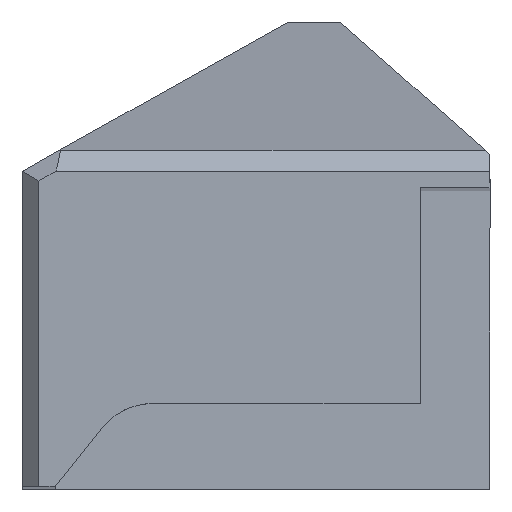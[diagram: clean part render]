
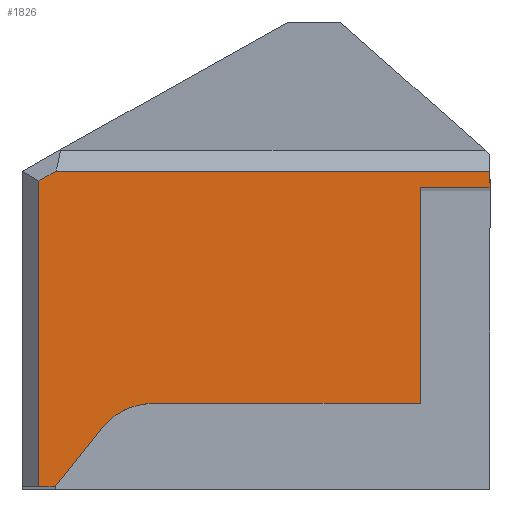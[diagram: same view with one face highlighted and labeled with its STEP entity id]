
A CAD part, top view. The second image highlights one B-rep face of the part: STEP entity #1826.
In plain terms, the highlighted planar face has unit normal (0, 0, 1).
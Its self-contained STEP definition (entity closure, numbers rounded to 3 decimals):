
#99=CIRCLE('',#1945,2.);
#241=FACE_OUTER_BOUND('',#352,.T.);
#352=EDGE_LOOP('',(#1639,#1640,#1641,#1642,#1643,#1644,#1645,#1646,#1647,
#1648));
#460=LINE('',#3031,#641);
#471=LINE('',#3114,#652);
#475=LINE('',#3122,#656);
#480=LINE('',#3132,#661);
#520=LINE('',#3334,#701);
#522=LINE('',#3339,#703);
#526=LINE('',#3350,#707);
#527=LINE('',#3354,#708);
#529=LINE('',#3357,#710);
#641=VECTOR('',#2302,10.);
#652=VECTOR('',#2349,10.);
#656=VECTOR('',#2355,10.);
#661=VECTOR('',#2362,10.);
#701=VECTOR('',#2466,10.);
#703=VECTOR('',#2472,10.);
#707=VECTOR('',#2486,10.);
#708=VECTOR('',#2491,10.);
#710=VECTOR('',#2495,10.);
#824=VERTEX_POINT('',#3021);
#825=VERTEX_POINT('',#3022);
#828=VERTEX_POINT('',#3030);
#840=VERTEX_POINT('',#3111);
#841=VERTEX_POINT('',#3113);
#844=VERTEX_POINT('',#3121);
#848=VERTEX_POINT('',#3131);
#873=VERTEX_POINT('',#3332);
#874=VERTEX_POINT('',#3337);
#877=VERTEX_POINT('',#3353);
#1036=EDGE_CURVE('',#824,#825,#99,.T.);
#1040=EDGE_CURVE('',#828,#825,#460,.T.);
#1062=EDGE_CURVE('',#840,#841,#471,.T.);
#1066=EDGE_CURVE('',#841,#844,#475,.T.);
#1071=EDGE_CURVE('',#844,#848,#480,.T.);
#1124=EDGE_CURVE('',#824,#873,#520,.T.);
#1126=EDGE_CURVE('',#873,#874,#522,.T.);
#1132=EDGE_CURVE('',#840,#828,#526,.T.);
#1133=EDGE_CURVE('',#877,#848,#527,.T.);
#1135=EDGE_CURVE('',#874,#877,#529,.T.);
#1639=ORIENTED_EDGE('',*,*,#1062,.F.);
#1640=ORIENTED_EDGE('',*,*,#1132,.T.);
#1641=ORIENTED_EDGE('',*,*,#1040,.T.);
#1642=ORIENTED_EDGE('',*,*,#1036,.F.);
#1643=ORIENTED_EDGE('',*,*,#1124,.T.);
#1644=ORIENTED_EDGE('',*,*,#1126,.T.);
#1645=ORIENTED_EDGE('',*,*,#1135,.T.);
#1646=ORIENTED_EDGE('',*,*,#1133,.T.);
#1647=ORIENTED_EDGE('',*,*,#1071,.F.);
#1648=ORIENTED_EDGE('',*,*,#1066,.F.);
#1723=PLANE('',#2010);
#1826=ADVANCED_FACE('',(#241),#1723,.T.);
#1945=AXIS2_PLACEMENT_3D('',#3023,#2294,#2295);
#2010=AXIS2_PLACEMENT_3D('',#3358,#2496,#2497);
#2294=DIRECTION('center_axis',(0.,0.,1.));
#2295=DIRECTION('ref_axis',(-0.433,0.901,0.));
#2302=DIRECTION('',(0.625,0.781,0.));
#2349=DIRECTION('',(0.,1.,0.));
#2355=DIRECTION('',(0.871,0.491,0.));
#2362=DIRECTION('',(1.,0.,0.));
#2466=DIRECTION('',(1.,0.,0.));
#2472=DIRECTION('',(0.,1.,0.));
#2486=DIRECTION('',(1.,0.,0.));
#2491=DIRECTION('',(0.,1.,0.));
#2495=DIRECTION('',(1.,0.,0.));
#2496=DIRECTION('center_axis',(0.,0.,1.));
#2497=DIRECTION('ref_axis',(-1.,0.,0.));
#3021=CARTESIAN_POINT('',(-10.139,-11.5,53.));
#3022=CARTESIAN_POINT('',(-11.7,-12.251,53.));
#3023=CARTESIAN_POINT('Origin',(-10.139,-13.5,53.));
#3030=CARTESIAN_POINT('',(-13.1,-14.,53.));
#3031=CARTESIAN_POINT('',(-13.1,-14.,53.));
#3111=CARTESIAN_POINT('',(-13.6,-14.,53.));
#3113=CARTESIAN_POINT('',(-13.6,-4.8,53.));
#3114=CARTESIAN_POINT('',(-13.6,-5.754,53.));
#3121=CARTESIAN_POINT('',(-13.068,-4.5,53.));
#3122=CARTESIAN_POINT('',(-7.712,-1.482,53.));
#3131=CARTESIAN_POINT('',(0.,-4.5,53.));
#3132=CARTESIAN_POINT('',(-3.525,-4.5,53.));
#3332=CARTESIAN_POINT('',(-2.1,-11.5,53.));
#3334=CARTESIAN_POINT('',(-11.1,-11.5,53.));
#3337=CARTESIAN_POINT('',(-2.1,-5.,53.));
#3339=CARTESIAN_POINT('',(-2.1,-10.5,53.));
#3350=CARTESIAN_POINT('',(0.,-14.,53.));
#3353=CARTESIAN_POINT('',(0.,-5.,53.));
#3354=CARTESIAN_POINT('',(0.,-3.995,53.));
#3357=CARTESIAN_POINT('',(-4.575,-5.,53.));
#3358=CARTESIAN_POINT('Origin',(-7.05,-7.,53.));
